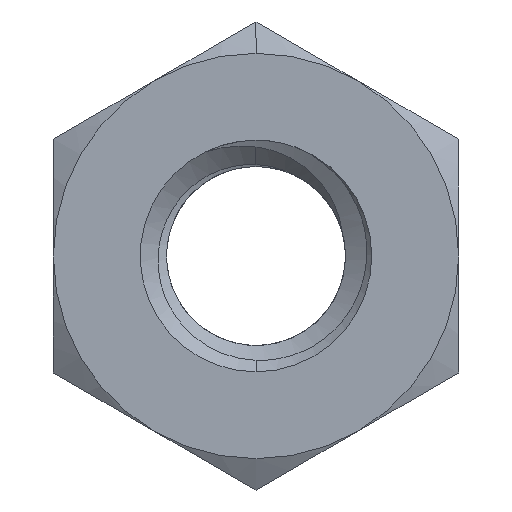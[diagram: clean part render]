
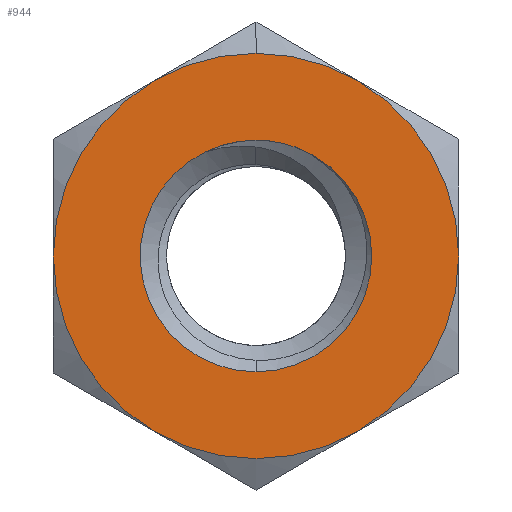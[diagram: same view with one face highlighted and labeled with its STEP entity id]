
A CAD part, front view. The second image highlights one B-rep face of the part: STEP entity #944.
In plain terms, the highlighted planar face has unit normal (0, -1, 0).
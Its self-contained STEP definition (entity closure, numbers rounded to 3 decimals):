
#15 = EDGE_CURVE ( 'NONE', #910, #1748, #1846, .T. ) ;
#59 = CIRCLE ( 'NONE', #1507, 2. ) ;
#108 = EDGE_CURVE ( 'NONE', #1637, #1135, #1102, .T. ) ;
#130 = CARTESIAN_POINT ( 'NONE',  ( 0., -1.6, 0. ) ) ;
#142 = AXIS2_PLACEMENT_3D ( 'NONE', #1214, #745, #1680 ) ;
#176 = EDGE_CURVE ( 'NONE', #1920, #1637, #1823, .T. ) ;
#190 = DIRECTION ( 'NONE',  ( 0., 1., 0. ) ) ;
#210 = EDGE_CURVE ( 'NONE', #1719, #262, #1423, .T. ) ;
#260 = DIRECTION ( 'NONE',  ( 0., 1., 0. ) ) ;
#262 = VERTEX_POINT ( 'NONE', #1515 ) ;
#271 = ORIENTED_EDGE ( 'NONE', *, *, #108, .T. ) ;
#333 = DIRECTION ( 'NONE',  ( 0., 0., 1. ) ) ;
#336 = DIRECTION ( 'NONE',  ( 0., -1., 0. ) ) ;
#387 = CARTESIAN_POINT ( 'NONE',  ( 1.75, -1.6, -3.031 ) ) ;
#392 = VERTEX_POINT ( 'NONE', #1464 ) ;
#448 = CARTESIAN_POINT ( 'NONE',  ( -1.75, -1.6, -3.031 ) ) ;
#493 = CARTESIAN_POINT ( 'NONE',  ( 0., -1.6, 0. ) ) ;
#508 = CIRCLE ( 'NONE', #849, 3.5 ) ;
#518 = AXIS2_PLACEMENT_3D ( 'NONE', #493, #190, #1281 ) ;
#555 = DIRECTION ( 'NONE',  ( 0., 0., 1. ) ) ;
#558 = CARTESIAN_POINT ( 'NONE',  ( -1.75, -1.6, 3.031 ) ) ;
#559 = CARTESIAN_POINT ( 'NONE',  ( -3.5, -1.6, -2.021 ) ) ;
#560 = CIRCLE ( 'NONE', #662, 3.5 ) ;
#615 = EDGE_CURVE ( 'NONE', #1832, #1748, #1702, .T. ) ;
#662 = AXIS2_PLACEMENT_3D ( 'NONE', #1101, #336, #1890 ) ;
#702 = ORIENTED_EDGE ( 'NONE', *, *, #615, .F. ) ;
#719 = DIRECTION ( 'NONE',  ( 0., 0., 1. ) ) ;
#727 = CARTESIAN_POINT ( 'NONE',  ( 0.675, -1.6, 1.883 ) ) ;
#738 = AXIS2_PLACEMENT_3D ( 'NONE', #1187, #1782, #1344 ) ;
#745 = DIRECTION ( 'NONE',  ( 0., -1., 0. ) ) ;
#756 = DIRECTION ( 'NONE',  ( 0., 1., 0. ) ) ;
#774 = EDGE_CURVE ( 'NONE', #392, #1920, #1421, .T. ) ;
#787 = CARTESIAN_POINT ( 'NONE',  ( 0., -1.6, 0. ) ) ;
#802 = CARTESIAN_POINT ( 'NONE',  ( 0., -1.6, 3.5 ) ) ;
#846 = ORIENTED_EDGE ( 'NONE', *, *, #210, .T. ) ;
#849 = AXIS2_PLACEMENT_3D ( 'NONE', #1061, #2005, #1399 ) ;
#873 = ORIENTED_EDGE ( 'NONE', *, *, #1804, .T. ) ;
#889 = ORIENTED_EDGE ( 'NONE', *, *, #1185, .T. ) ;
#906 = DIRECTION ( 'NONE',  ( 0., 0., 1. ) ) ;
#910 = VERTEX_POINT ( 'NONE', #387 ) ;
#927 = CIRCLE ( 'NONE', #142, 3.5 ) ;
#944 = ADVANCED_FACE ( 'NONE', ( #1047, #1150 ), #1354, .F. ) ;
#957 = DIRECTION ( 'NONE',  ( 0., -1., 0. ) ) ;
#1028 = DIRECTION ( 'NONE',  ( 0., 0., 1. ) ) ;
#1047 = FACE_OUTER_BOUND ( 'NONE', #1205, .T. ) ;
#1050 = AXIS2_PLACEMENT_3D ( 'NONE', #787, #957, #333 ) ;
#1061 = CARTESIAN_POINT ( 'NONE',  ( 0., -1.6, 0. ) ) ;
#1074 = CARTESIAN_POINT ( 'NONE',  ( 3.5, -1.6, 0. ) ) ;
#1092 = AXIS2_PLACEMENT_3D ( 'NONE', #2006, #1389, #1690 ) ;
#1101 = CARTESIAN_POINT ( 'NONE',  ( 0., -1.6, 0. ) ) ;
#1102 = CIRCLE ( 'NONE', #1454, 2. ) ;
#1135 = VERTEX_POINT ( 'NONE', #727 ) ;
#1150 = FACE_BOUND ( 'NONE', #1290, .T. ) ;
#1165 = CARTESIAN_POINT ( 'NONE',  ( 0., -1.6, 0. ) ) ;
#1180 = CARTESIAN_POINT ( 'NONE',  ( 0., -1.6, 0. ) ) ;
#1185 = EDGE_CURVE ( 'NONE', #1364, #1719, #927, .T. ) ;
#1187 = CARTESIAN_POINT ( 'NONE',  ( 0., -1.6, 0. ) ) ;
#1201 = ORIENTED_EDGE ( 'NONE', *, *, #1496, .T. ) ;
#1205 = EDGE_LOOP ( 'NONE', ( #873, #889, #846, #1201, #1586, #1265, #702 ) ) ;
#1214 = CARTESIAN_POINT ( 'NONE',  ( 0., -1.6, 0. ) ) ;
#1252 = CARTESIAN_POINT ( 'NONE',  ( 0., -1.6, 2. ) ) ;
#1265 = ORIENTED_EDGE ( 'NONE', *, *, #15, .T. ) ;
#1281 = DIRECTION ( 'NONE',  ( 0., 0., 1. ) ) ;
#1290 = EDGE_LOOP ( 'NONE', ( #1800, #1715, #1734, #271 ) ) ;
#1344 = DIRECTION ( 'NONE',  ( 0., 0., 1. ) ) ;
#1350 = DIRECTION ( 'NONE',  ( 0., 1., 0. ) ) ;
#1354 = PLANE ( 'NONE',  #1843 ) ;
#1364 = VERTEX_POINT ( 'NONE', #802 ) ;
#1389 = DIRECTION ( 'NONE',  ( 0., -1., 0. ) ) ;
#1399 = DIRECTION ( 'NONE',  ( 0., 0., 1. ) ) ;
#1421 = CIRCLE ( 'NONE', #518, 2. ) ;
#1423 = CIRCLE ( 'NONE', #738, 3.5 ) ;
#1454 = AXIS2_PLACEMENT_3D ( 'NONE', #1165, #1350, #555 ) ;
#1464 = CARTESIAN_POINT ( 'NONE',  ( 0., -1.6, -2. ) ) ;
#1496 = EDGE_CURVE ( 'NONE', #262, #1621, #560, .T. ) ;
#1507 = AXIS2_PLACEMENT_3D ( 'NONE', #130, #756, #906 ) ;
#1515 = CARTESIAN_POINT ( 'NONE',  ( -3.5, -1.6, 0. ) ) ;
#1535 = AXIS2_PLACEMENT_3D ( 'NONE', #1966, #260, #1028 ) ;
#1586 = ORIENTED_EDGE ( 'NONE', *, *, #1681, .T. ) ;
#1621 = VERTEX_POINT ( 'NONE', #448 ) ;
#1637 = VERTEX_POINT ( 'NONE', #1252 ) ;
#1648 = DIRECTION ( 'NONE',  ( 0., 1., 0. ) ) ;
#1660 = EDGE_CURVE ( 'NONE', #1135, #392, #59, .T. ) ;
#1680 = DIRECTION ( 'NONE',  ( 0., 0., 1. ) ) ;
#1681 = EDGE_CURVE ( 'NONE', #1621, #910, #508, .T. ) ;
#1690 = DIRECTION ( 'NONE',  ( 0., 0., 1. ) ) ;
#1702 = CIRCLE ( 'NONE', #1535, 3.5 ) ;
#1715 = ORIENTED_EDGE ( 'NONE', *, *, #774, .T. ) ;
#1719 = VERTEX_POINT ( 'NONE', #558 ) ;
#1734 = ORIENTED_EDGE ( 'NONE', *, *, #176, .T. ) ;
#1748 = VERTEX_POINT ( 'NONE', #1074 ) ;
#1782 = DIRECTION ( 'NONE',  ( 0., -1., 0. ) ) ;
#1800 = ORIENTED_EDGE ( 'NONE', *, *, #1660, .T. ) ;
#1804 = EDGE_CURVE ( 'NONE', #1832, #1364, #1976, .T. ) ;
#1823 = CIRCLE ( 'NONE', #1932, 2. ) ;
#1832 = VERTEX_POINT ( 'NONE', #1887 ) ;
#1843 = AXIS2_PLACEMENT_3D ( 'NONE', #559, #1648, #719 ) ;
#1846 = CIRCLE ( 'NONE', #1092, 3.5 ) ;
#1887 = CARTESIAN_POINT ( 'NONE',  ( 1.75, -1.6, 3.031 ) ) ;
#1890 = DIRECTION ( 'NONE',  ( 0., 0., 1. ) ) ;
#1920 = VERTEX_POINT ( 'NONE', #1978 ) ;
#1932 = AXIS2_PLACEMENT_3D ( 'NONE', #1180, #1960, #1938 ) ;
#1938 = DIRECTION ( 'NONE',  ( 0., 0., 1. ) ) ;
#1960 = DIRECTION ( 'NONE',  ( 0., 1., 0. ) ) ;
#1966 = CARTESIAN_POINT ( 'NONE',  ( 0., -1.6, 0. ) ) ;
#1976 = CIRCLE ( 'NONE', #1050, 3.5 ) ;
#1978 = CARTESIAN_POINT ( 'NONE',  ( -0.874, -1.6, 1.799 ) ) ;
#2005 = DIRECTION ( 'NONE',  ( 0., -1., 0. ) ) ;
#2006 = CARTESIAN_POINT ( 'NONE',  ( 0., -1.6, 0. ) ) ;
